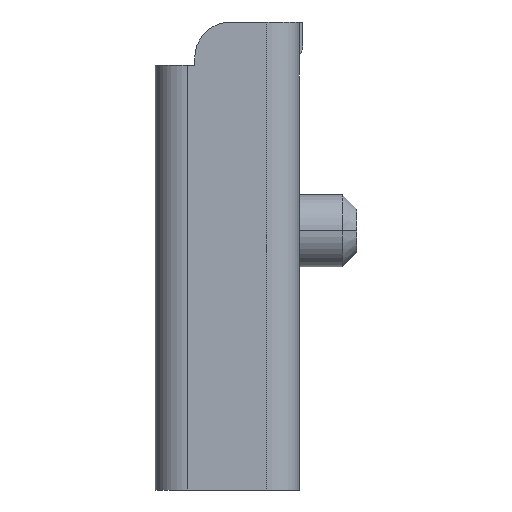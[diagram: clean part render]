
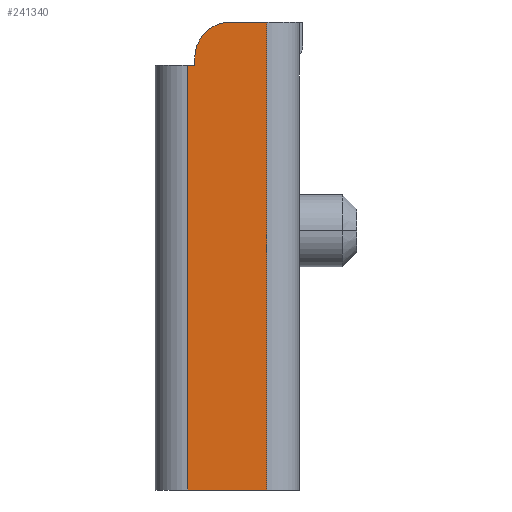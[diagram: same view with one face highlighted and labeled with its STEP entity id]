
A CAD part, left-side view. The second image highlights one B-rep face of the part: STEP entity #241340.
In plain terms, the highlighted planar face has unit normal (-1, 0, 0).
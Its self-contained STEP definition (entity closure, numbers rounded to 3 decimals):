
#31160=CARTESIAN_POINT('',(-5.785,-0.186,-2.5));
#31170=VERTEX_POINT('',#31160);
#31200=CARTESIAN_POINT('',(-5.785,-0.672,-2.5));
#31210=DIRECTION('',(0.,1.,0.));
#31220=VECTOR('',#31210,1.);
#31230=LINE('',#31200,#31220);
#31240=CARTESIAN_POINT('',(-5.785,-1.286,-2.5));
#31250=VERTEX_POINT('',#31240);
#31260=EDGE_CURVE('',#31250,#31170,#31230,.T.);
#126460=CARTESIAN_POINT('',(-5.785,-0.186,3.4));
#126470=VERTEX_POINT('',#126460);
#126570=CARTESIAN_POINT('',(-5.785,-0.286,3.4));
#126580=VERTEX_POINT('',#126570);
#126610=CARTESIAN_POINT('',(-5.785,-0.812,3.4));
#126620=DIRECTION('',(0.,1.,0.));
#126630=VECTOR('',#126620,1.);
#126640=LINE('',#126610,#126630);
#126650=EDGE_CURVE('',#126580,#126470,#126640,.T.);
#239920=CARTESIAN_POINT('',(-5.785,-0.786,3.5));
#239930=DIRECTION('',(-1.,0.,0.));
#239940=DIRECTION('',(0.,-1.,0.));
#239950=AXIS2_PLACEMENT_3D('',#239920,#239930,#239940);
#239960=CIRCLE('',#239950,0.5);
#239970=CARTESIAN_POINT('',(-5.785,-0.786,4.));
#239980=VERTEX_POINT('',#239970);
#239990=CARTESIAN_POINT('',(-5.785,-0.286,3.5));
#240000=VERTEX_POINT('',#239990);
#240010=EDGE_CURVE('',#239980,#240000,#239960,.T.);
#240420=CARTESIAN_POINT('',(-5.785,-0.286,-2.5));
#240430=DIRECTION('',(0.,0.,1.));
#240440=VECTOR('',#240430,1.);
#240450=LINE('',#240420,#240440);
#240460=EDGE_CURVE('',#126580,#240000,#240450,.T.);
#241030=CARTESIAN_POINT('',(-5.785,-0.286,2.2));
#241040=DIRECTION('',(-1.,0.,-0.));
#241050=DIRECTION('',(0.,1.,0.));
#241060=AXIS2_PLACEMENT_3D('',#241030,#241040,#241050);
#241070=PLANE('',#241060);
#241080=ORIENTED_EDGE('',*,*,#126650,.T.);
#241090=ORIENTED_EDGE('',*,*,#240460,.F.);
#241100=ORIENTED_EDGE('',*,*,#240010,.T.);
#241110=CARTESIAN_POINT('',(-5.785,-0.672,4.));
#241120=DIRECTION('',(0.,1.,0.));
#241130=VECTOR('',#241120,1.);
#241140=LINE('',#241110,#241130);
#241150=CARTESIAN_POINT('',(-5.785,-1.286,4.));
#241160=VERTEX_POINT('',#241150);
#241170=EDGE_CURVE('',#241160,#239980,#241140,.T.);
#241180=ORIENTED_EDGE('',*,*,#241170,.T.);
#241190=CARTESIAN_POINT('',(-5.785,-1.286,2.9));
#241200=DIRECTION('',(0.,0.,1.));
#241210=VECTOR('',#241200,1.);
#241220=LINE('',#241190,#241210);
#241230=EDGE_CURVE('',#31250,#241160,#241220,.T.);
#241240=ORIENTED_EDGE('',*,*,#241230,.T.);
#241250=ORIENTED_EDGE('',*,*,#31260,.F.);
#241260=CARTESIAN_POINT('',(-5.785,-0.186,1.5));
#241270=DIRECTION('',(0.,0.,1.));
#241280=VECTOR('',#241270,1.);
#241290=LINE('',#241260,#241280);
#241300=EDGE_CURVE('',#31170,#126470,#241290,.T.);
#241310=ORIENTED_EDGE('',*,*,#241300,.F.);
#241320=EDGE_LOOP('',(#241310,#241250,#241240,#241180,#241100,#241090,
#241080));
#241330=FACE_OUTER_BOUND('',#241320,.T.);
#241340=ADVANCED_FACE('',(#241330),#241070,.T.);
